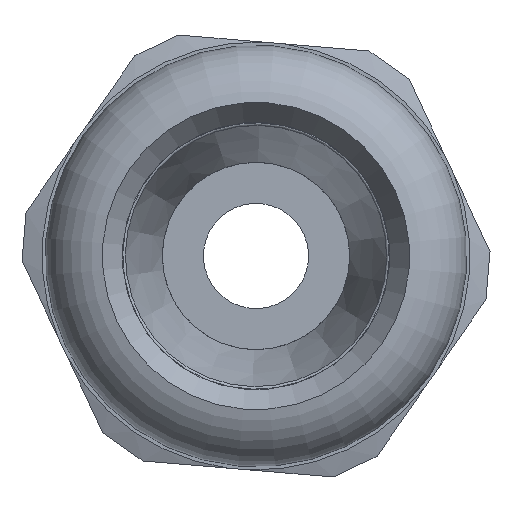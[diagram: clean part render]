
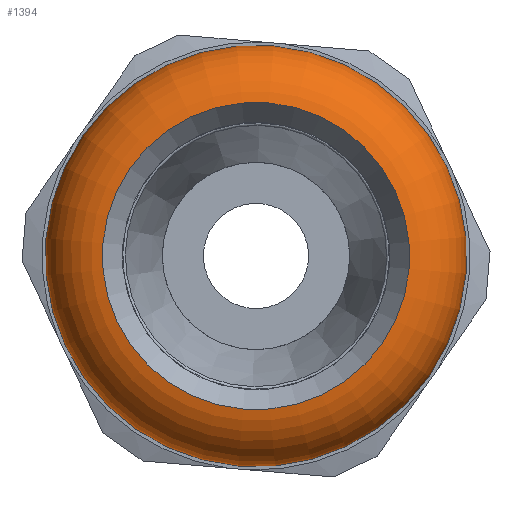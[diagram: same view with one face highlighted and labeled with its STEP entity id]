
A CAD part, left-side view. The second image highlights one B-rep face of the part: STEP entity #1394.
In plain terms, the highlighted toroidal (fillet/blend) face has major radius 10.78 mm and minor radius 5 mm.
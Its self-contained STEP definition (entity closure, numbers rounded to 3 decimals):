
#47=TOROIDAL_SURFACE('',#1551,10.78,5.);
#74=FACE_BOUND('',#399,.T.);
#126=CIRCLE('',#1552,11.5);
#127=CIRCLE('',#1553,15.78);
#302=FACE_OUTER_BOUND('',#398,.T.);
#398=EDGE_LOOP('',(#1116));
#399=EDGE_LOOP('',(#1117));
#691=VERTEX_POINT('',#3827);
#692=VERTEX_POINT('',#3829);
#858=EDGE_CURVE('',#691,#691,#126,.T.);
#859=EDGE_CURVE('',#692,#692,#127,.T.);
#1116=ORIENTED_EDGE('',*,*,#858,.F.);
#1117=ORIENTED_EDGE('',*,*,#859,.T.);
#1394=ADVANCED_FACE('',(#302,#74),#47,.T.);
#1551=AXIS2_PLACEMENT_3D('',#3826,#1788,#1789);
#1552=AXIS2_PLACEMENT_3D('',#3828,#1790,#1791);
#1553=AXIS2_PLACEMENT_3D('',#3830,#1792,#1793);
#1788=DIRECTION('center_axis',(1.,0.,0.));
#1789=DIRECTION('ref_axis',(0.,1.,0.));
#1790=DIRECTION('center_axis',(-1.,0.,0.));
#1791=DIRECTION('ref_axis',(0.,-1.,0.));
#1792=DIRECTION('center_axis',(-1.,0.,0.));
#1793=DIRECTION('ref_axis',(0.,1.,0.));
#3826=CARTESIAN_POINT('Origin',(-15.052,0.,0.));
#3827=CARTESIAN_POINT('',(-20.,11.5,0.));
#3828=CARTESIAN_POINT('Origin',(-20.,0.,0.));
#3829=CARTESIAN_POINT('',(-15.052,-15.78,0.));
#3830=CARTESIAN_POINT('Origin',(-15.052,0.,0.));
